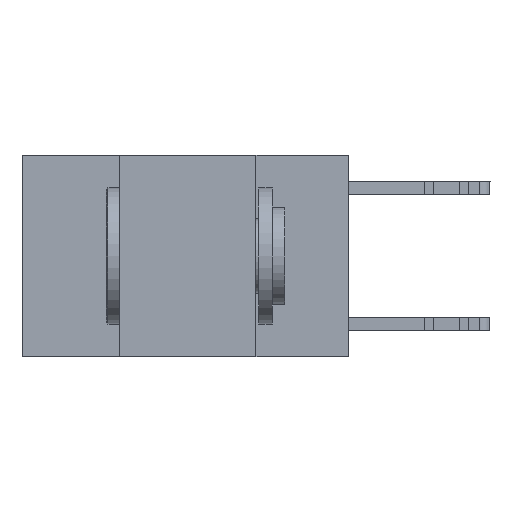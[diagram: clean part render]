
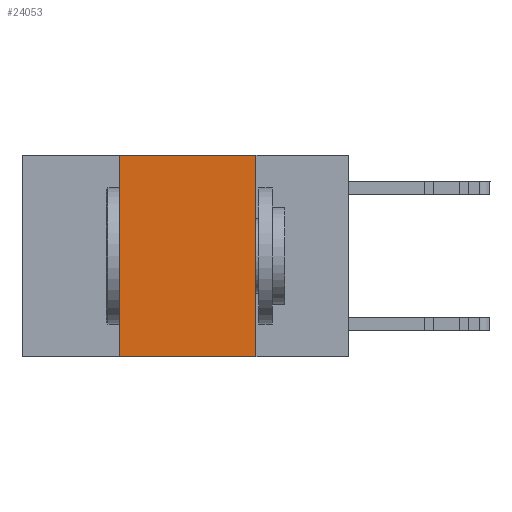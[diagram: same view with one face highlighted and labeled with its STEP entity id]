
A CAD part, left-side view. The second image highlights one B-rep face of the part: STEP entity #24053.
In plain terms, the highlighted planar face has unit normal (-1, 0, 0).
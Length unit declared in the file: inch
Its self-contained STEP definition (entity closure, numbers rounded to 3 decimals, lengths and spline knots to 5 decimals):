
#532 = PLANE ( 'NONE',  #10367 ) ;
#2661 = ORIENTED_EDGE ( 'NONE', *, *, #23016, .F. ) ;
#3352 = CARTESIAN_POINT ( 'NONE',  ( 0., 0.42, 0. ) ) ;
#3672 = CARTESIAN_POINT ( 'NONE',  ( 0., 0.42, 0. ) ) ;
#4033 = VERTEX_POINT ( 'NONE', #5941 ) ;
#5268 = EDGE_CURVE ( 'NONE', #11550, #9118, #29784, .T. ) ;
#5941 = CARTESIAN_POINT ( 'NONE',  ( 0., 0.17, -0.37 ) ) ;
#6087 = ORIENTED_EDGE ( 'NONE', *, *, #5268, .F. ) ;
#6365 = VECTOR ( 'NONE', #12020, 39.37008 ) ;
#6524 = VECTOR ( 'NONE', #17094, 39.37008 ) ;
#9118 = VERTEX_POINT ( 'NONE', #29479 ) ;
#10131 = ORIENTED_EDGE ( 'NONE', *, *, #29678, .F. ) ;
#10367 = AXIS2_PLACEMENT_3D ( 'NONE', #17263, #19760, #14561 ) ;
#11550 = VERTEX_POINT ( 'NONE', #3352 ) ;
#12020 = DIRECTION ( 'NONE',  ( 0., -1., 0. ) ) ;
#13193 = ORIENTED_EDGE ( 'NONE', *, *, #24522, .T. ) ;
#13782 = FACE_OUTER_BOUND ( 'NONE', #23927, .T. ) ;
#14326 = VECTOR ( 'NONE', #18181, 39.37008 ) ;
#14561 = DIRECTION ( 'NONE',  ( 0., 0., -1. ) ) ;
#14924 = DIRECTION ( 'NONE',  ( 0., -1., 0. ) ) ;
#15437 = CARTESIAN_POINT ( 'NONE',  ( 0., 0.42, -0.37 ) ) ;
#15843 = VERTEX_POINT ( 'NONE', #15437 ) ;
#17094 = DIRECTION ( 'NONE',  ( 0., 0., -1. ) ) ;
#17263 = CARTESIAN_POINT ( 'NONE',  ( 0., 0.6, 0. ) ) ;
#18181 = DIRECTION ( 'NONE',  ( 0., 0., 1. ) ) ;
#18720 = CARTESIAN_POINT ( 'NONE',  ( 0., 0.17, 0. ) ) ;
#19760 = DIRECTION ( 'NONE',  ( 1., 0., 0. ) ) ;
#19802 = CARTESIAN_POINT ( 'NONE',  ( 0., 0.6, 0. ) ) ;
#21065 = LINE ( 'NONE', #18720, #6524 ) ;
#23016 = EDGE_CURVE ( 'NONE', #15843, #11550, #25287, .T. ) ;
#23697 = LINE ( 'NONE', #28914, #6365 ) ;
#23927 = EDGE_LOOP ( 'NONE', ( #10131, #6087, #2661, #13193 ) ) ;
#24053 = ADVANCED_FACE ( 'NONE', ( #13782 ), #532, .F. ) ;
#24522 = EDGE_CURVE ( 'NONE', #15843, #4033, #23697, .T. ) ;
#25287 = LINE ( 'NONE', #3672, #14326 ) ;
#28914 = CARTESIAN_POINT ( 'NONE',  ( 0., 0.6, -0.37 ) ) ;
#29479 = CARTESIAN_POINT ( 'NONE',  ( 0., 0.17, 0. ) ) ;
#29566 = VECTOR ( 'NONE', #14924, 39.37008 ) ;
#29678 = EDGE_CURVE ( 'NONE', #9118, #4033, #21065, .T. ) ;
#29784 = LINE ( 'NONE', #19802, #29566 ) ;
